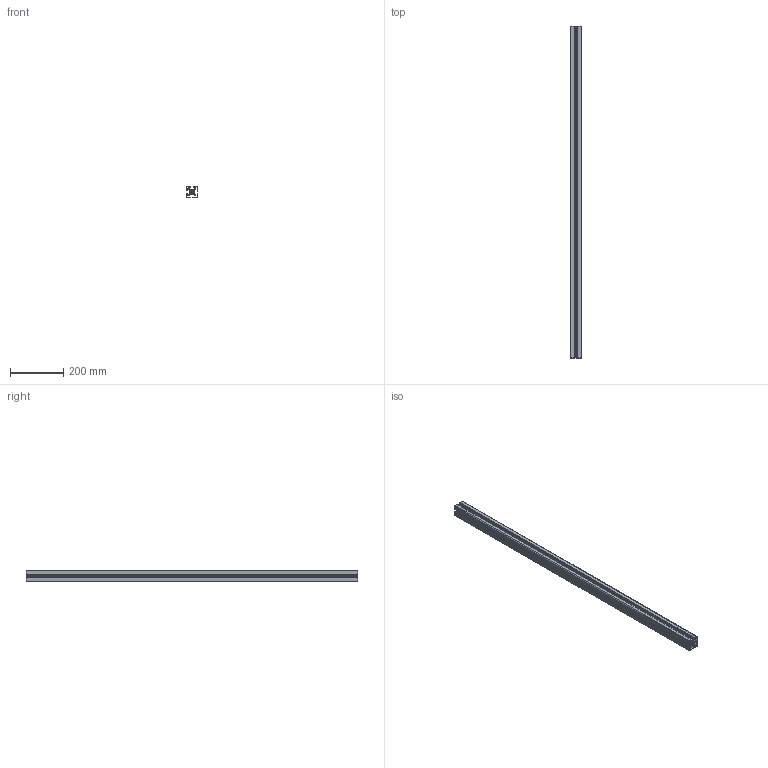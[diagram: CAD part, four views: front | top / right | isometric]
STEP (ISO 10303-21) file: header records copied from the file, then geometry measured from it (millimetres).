
FILE_DESCRIPTION(('Open CASCADE Model'),'2;1');
FILE_NAME('Open CASCADE Shape Model','2021-04-08T10:46:55',('Author'),( 'Open CASCADE'),'Open CASCADE STEP processor 7.4','Open CASCADE 7.4' ,'Unknown');
FILE_SCHEMA(('CONFIG_CONTROL_DESIGN'));
Length unit declared in the file: millimetre
Products named in the file (1): 0000032565 11
Bounding box: 45 x 1250 x 45 mm (x, y, z)
Volume: 749979 mm3; surface area: 751716.5 mm2
Topology: 1 solids, 1 shells, 182 faces, 539 edges, 359 vertices
Faces by surface type: cylinder 104, plane 78
Entity records: 13677 total; most frequent: CARTESIAN_POINT 3276, DIRECTION 1894, LINE 1124, VECTOR 1124, ORIENTED_EDGE 1078, PCURVE 1078, DEFINITIONAL_REPRESENTATION 1078, EDGE_CURVE 539
